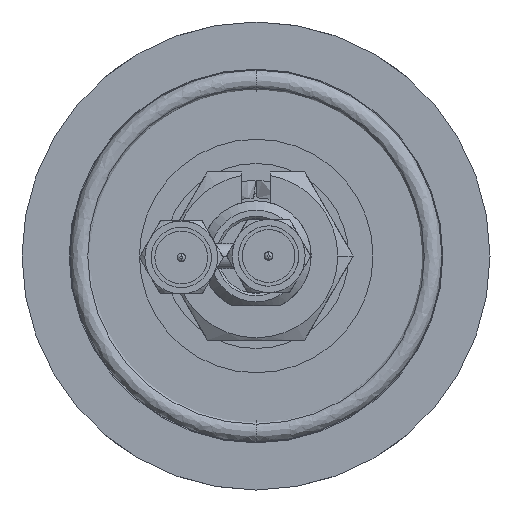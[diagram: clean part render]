
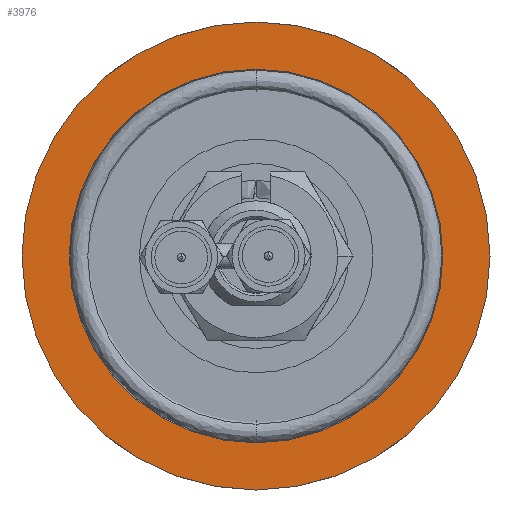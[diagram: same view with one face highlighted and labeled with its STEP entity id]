
A CAD part, front view. The second image highlights one B-rep face of the part: STEP entity #3976.
In plain terms, the highlighted planar face has unit normal (0, -1, 0).
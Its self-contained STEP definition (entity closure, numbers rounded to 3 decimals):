
#33 = ORIENTED_EDGE ( 'NONE', *, *, #8768, .F. ) ;
#71 = CIRCLE ( 'NONE', #14473, 25.045 ) ;
#133 = DIRECTION ( 'NONE',  ( -1., 0., 0. ) ) ;
#178 = VERTEX_POINT ( 'NONE', #3208 ) ;
#662 = FACE_OUTER_BOUND ( 'NONE', #8337, .T. ) ;
#755 = EDGE_CURVE ( 'NONE', #13978, #2481, #14975, .T. ) ;
#2481 = VERTEX_POINT ( 'NONE', #13479 ) ;
#2567 = AXIS2_PLACEMENT_3D ( 'NONE', #13146, #12988, #14393 ) ;
#3169 = CARTESIAN_POINT ( 'NONE',  ( 0., -3., 0. ) ) ;
#3208 = CARTESIAN_POINT ( 'NONE',  ( 25.045, -3., 0. ) ) ;
#3638 = AXIS2_PLACEMENT_3D ( 'NONE', #8726, #12629, #133 ) ;
#3722 = DIRECTION ( 'NONE',  ( -1., 0., 0. ) ) ;
#3866 = DIRECTION ( 'NONE',  ( 0., 1., 0. ) ) ;
#3875 = CARTESIAN_POINT ( 'NONE',  ( 20., -3., 0. ) ) ;
#3976 = ADVANCED_FACE ( 'NONE', ( #11867, #662 ), #8891, .T. ) ;
#3979 = DIRECTION ( 'NONE',  ( -1., 0., 0. ) ) ;
#5010 = EDGE_LOOP ( 'NONE', ( #7288, #6857 ) ) ;
#6185 = ORIENTED_EDGE ( 'NONE', *, *, #9061, .F. ) ;
#6857 = ORIENTED_EDGE ( 'NONE', *, *, #755, .T. ) ;
#7288 = ORIENTED_EDGE ( 'NONE', *, *, #14023, .T. ) ;
#7465 = DIRECTION ( 'NONE',  ( 0., 1., 0. ) ) ;
#7711 = DIRECTION ( 'NONE',  ( -1., 0., 0. ) ) ;
#8311 = VERTEX_POINT ( 'NONE', #14213 ) ;
#8337 = EDGE_LOOP ( 'NONE', ( #33, #6185 ) ) ;
#8726 = CARTESIAN_POINT ( 'NONE',  ( 0., -3., 0. ) ) ;
#8768 = EDGE_CURVE ( 'NONE', #8311, #178, #11106, .T. ) ;
#8891 = PLANE ( 'NONE',  #3638 ) ;
#9061 = EDGE_CURVE ( 'NONE', #178, #8311, #71, .T. ) ;
#11106 = CIRCLE ( 'NONE', #13831, 25.045 ) ;
#11867 = FACE_BOUND ( 'NONE', #5010, .T. ) ;
#12403 = CARTESIAN_POINT ( 'NONE',  ( 0., -3., 0. ) ) ;
#12629 = DIRECTION ( 'NONE',  ( 0., -1., 0. ) ) ;
#12815 = AXIS2_PLACEMENT_3D ( 'NONE', #3169, #3866, #3979 ) ;
#12859 = DIRECTION ( 'NONE',  ( 0., 1., 0. ) ) ;
#12988 = DIRECTION ( 'NONE',  ( 0., 1., 0. ) ) ;
#13146 = CARTESIAN_POINT ( 'NONE',  ( 0., -3., 0. ) ) ;
#13435 = CIRCLE ( 'NONE', #12815, 20. ) ;
#13479 = CARTESIAN_POINT ( 'NONE',  ( -20., -3., 0. ) ) ;
#13831 = AXIS2_PLACEMENT_3D ( 'NONE', #14105, #12859, #7711 ) ;
#13978 = VERTEX_POINT ( 'NONE', #3875 ) ;
#14023 = EDGE_CURVE ( 'NONE', #2481, #13978, #13435, .T. ) ;
#14105 = CARTESIAN_POINT ( 'NONE',  ( 0., -3., 0. ) ) ;
#14213 = CARTESIAN_POINT ( 'NONE',  ( -25.045, -3., 0. ) ) ;
#14393 = DIRECTION ( 'NONE',  ( -1., 0., 0. ) ) ;
#14473 = AXIS2_PLACEMENT_3D ( 'NONE', #12403, #7465, #3722 ) ;
#14975 = CIRCLE ( 'NONE', #2567, 20. ) ;
